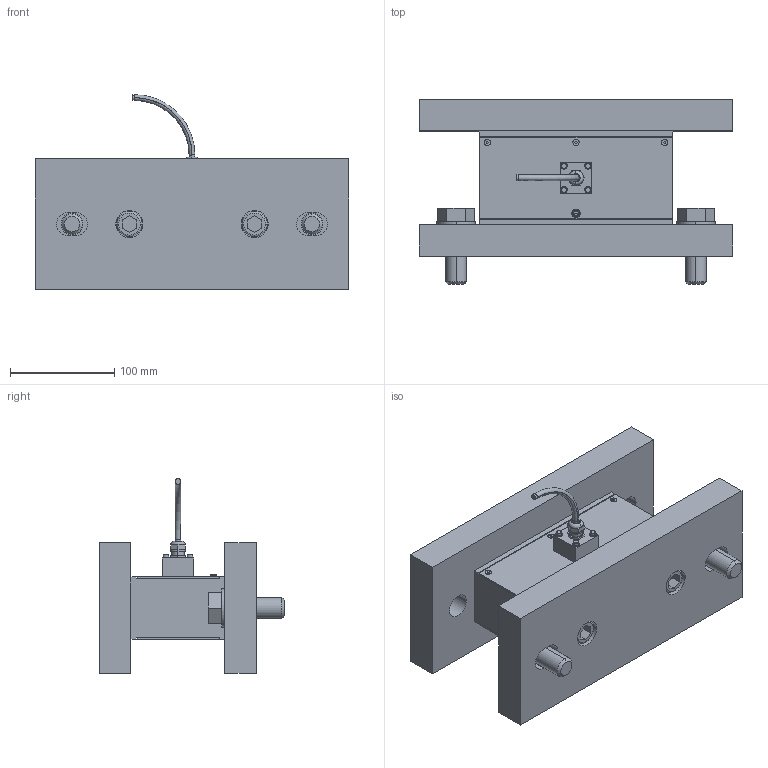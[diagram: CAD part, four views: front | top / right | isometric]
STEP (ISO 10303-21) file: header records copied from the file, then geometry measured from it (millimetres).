
FILE_DESCRIPTION((''),'2;1');
FILE_NAME('U1806203_stp.stp','2018-08-10T16:46:51',(''),(''),'Mechanical Desktop 2009','Mechanical Desktop 2009',', , ');
FILE_SCHEMA(('CONFIG_CONTROL_DESIGN'));
Length unit declared in the file: millimetre
Products named in the file (38): U1806203_STP; U5142704; U51438A; U51438; U51431A; U51431; I-6KT_SCHRAUBE_M16X30A; I-6KT_SCHRAUBE_M16X30; U1107272; U1107272A; U1107273; TEIL1A; EINPRESSMUTTER_M3A; EINPRESSMUTTER_M3; U1107273|AVE_RENDER; U1107273|AVE_GLOBAL; U1107273|RM_SDB; SENKSCHRAUBE_I-6KT_M3X6A; SENKSCHRAUBE_I-6KT_M3X6; U-SCHEIBE_M20A; U-SCHEIBE_M20; 6KT-SCHRAUBE_M20X60A; 6KT-SCHRAUBE_M20X60; L49083; TEIL1; FEDERRING_M3A; FEDERRING_M3; I-6KT_SCHRAUBE_M3X25A; I-6KT_SCHRAUBE_M3X25; FEDERKEIL_12X8X50; FEDERKEIL_12X8X50A; LINSENSCHRAUBE_M3X8; TEIL1AA; KABELVERSCHRAUBUNG_PG7; KABELVERSCHRAUBUNG_PG7A; KABELBOGEN_D5-5_R55A; KABELBOGEN_D5-5_R55; RM_SDB
Assembly tree (68 placements, depth 4):
  U1806203_STP
    U5142704
    U51438A
      U51438
    U51431A
      U51431
    I-6KT_SCHRAUBE_M16X30A  x4
      I-6KT_SCHRAUBE_M16X30
    U1107272
      U1107272A
    U1107273
      TEIL1A
      EINPRESSMUTTER_M3A  x4
        EINPRESSMUTTER_M3
      U1107273|AVE_RENDER  x8
      U1107273|AVE_GLOBAL
      U1107273|RM_SDB  x3
    SENKSCHRAUBE_I-6KT_M3X6A  x6
      SENKSCHRAUBE_I-6KT_M3X6
    U-SCHEIBE_M20A  x2
      U-SCHEIBE_M20
    6KT-SCHRAUBE_M20X60A  x2
      6KT-SCHRAUBE_M20X60
    L49083
      TEIL1
    FEDERRING_M3A  x4
      FEDERRING_M3
    I-6KT_SCHRAUBE_M3X25A  x4
      I-6KT_SCHRAUBE_M3X25
    FEDERKEIL_12X8X50  x2
      FEDERKEIL_12X8X50A
    LINSENSCHRAUBE_M3X8
      TEIL1AA
    KABELVERSCHRAUBUNG_PG7
      KABELVERSCHRAUBUNG_PG7A
    KABELBOGEN_D5-5_R55A
      KABELBOGEN_D5-5_R55
    RM_SDB  x3
Bounding box: 300 x 177 x 186.5 mm (x, y, z)
Volume: 3068190.8 mm3; surface area: 402791.1 mm2
Topology: 37 solids, 37 shells, 658 faces, 1523 edges, 967 vertices
Faces by surface type: plane 292, cylinder 240, cone 102, torus 22, bspline 2
Entity records: 13113 total; most frequent: DIRECTION 2370, CARTESIAN_POINT 2195, ORIENTED_EDGE 1970, EDGE_CURVE 985, AXIS2_PLACEMENT_3D 902, VERTEX_POINT 637, VECTOR 566, LINE 566
